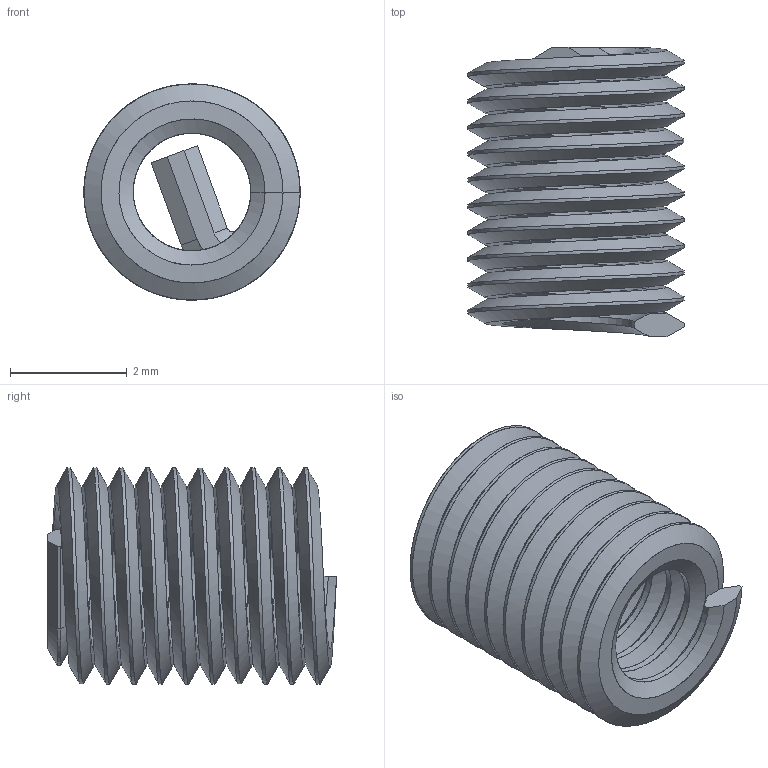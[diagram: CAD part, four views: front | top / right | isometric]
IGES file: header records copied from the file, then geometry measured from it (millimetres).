
Start section: SolidWorks IGES file using analytic representation for surfaces
Global section: file name: 91732A770.igs; native system: SolidWorks 2009; preprocessor: SolidWorks 2009; author: T4ADV; date: 120822.122256; units: millimetre
Bounding box: 3.7 x 4.94 x 3.7 mm (x, y, z)
Surface area: 188.9 mm2 (no closed solid volume)
Topology: 0 solids, 0 shells, 26 faces, 156 edges, 156 vertices
Faces by surface type: bspline 20, revolution 6
